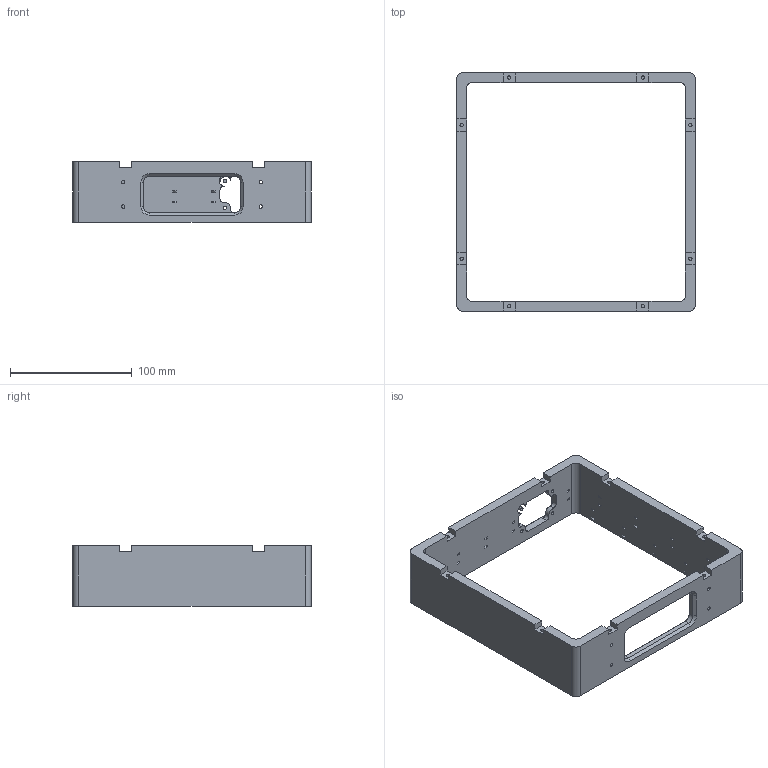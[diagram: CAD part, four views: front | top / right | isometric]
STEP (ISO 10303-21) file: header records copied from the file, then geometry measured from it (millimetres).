
FILE_DESCRIPTION(('FreeCAD Model'),'2;1');
FILE_NAME('Open CASCADE Shape Model','2023-05-16T18:47:14',('Author'),( ''),'Open CASCADE STEP processor 7.5','FreeCAD','Unknown');
FILE_SCHEMA(('AUTOMOTIVE_DESIGN { 1 0 10303 214 1 1 1 1 }'));
Length unit declared in the file: millimetre
Products named in the file (1): slotted.elec.room
Bounding box: 196 x 196 x 50 mm (x, y, z)
Volume: 265670.2 mm3; surface area: 85137.3 mm2
Topology: 1 solids, 1 shells, 240 faces, 672 edges, 442 vertices
Faces by surface type: plane 130, cylinder 98, cone 12
Full cylindrical faces by diameter (mm): 2.8 x16
Entity records: 16318 total; most frequent: CARTESIAN_POINT 3894, DIRECTION 1998, ORIENTED_EDGE 1344, PCURVE 1344, DEFINITIONAL_REPRESENTATION 1344, LINE 996, VECTOR 996, EDGE_CURVE 672
